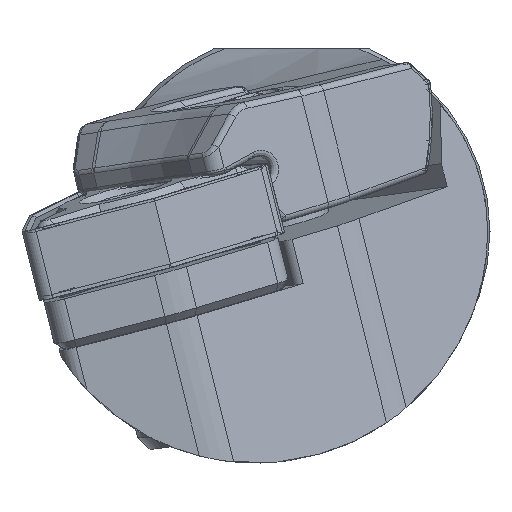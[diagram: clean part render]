
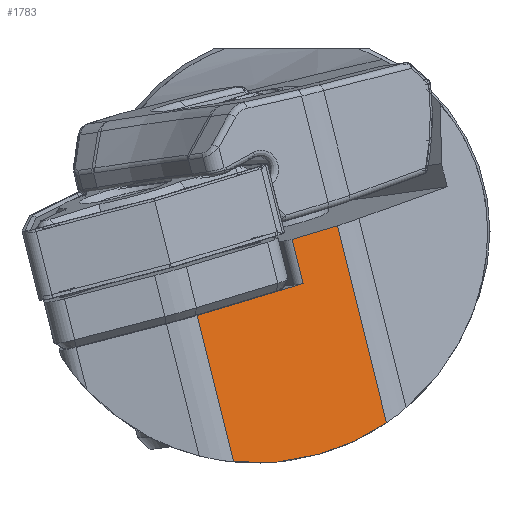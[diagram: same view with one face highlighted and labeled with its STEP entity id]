
A CAD part, left-side view. The second image highlights one B-rep face of the part: STEP entity #1783.
In plain terms, the highlighted planar face has unit normal (-0.902, -0.431, 0.01).
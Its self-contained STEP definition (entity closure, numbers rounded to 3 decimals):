
#116=ELLIPSE('',#6776,16.181,14.6);
#1347=FACE_OUTER_BOUND('',#2352,.T.);
#1783=ADVANCED_FACE('',(#1347),#2109,.F.);
#2109=PLANE('',#6816);
#2352=EDGE_LOOP('',(#3337,#3338,#3339,#3340,#3341,#3342));
#3337=ORIENTED_EDGE('',*,*,#5363,.F.);
#3338=ORIENTED_EDGE('',*,*,#5364,.F.);
#3339=ORIENTED_EDGE('',*,*,#5306,.F.);
#3340=ORIENTED_EDGE('',*,*,#5365,.F.);
#3341=ORIENTED_EDGE('',*,*,#5288,.T.);
#3342=ORIENTED_EDGE('',*,*,#5366,.T.);
#4716=VERTEX_POINT('',#9333);
#4717=VERTEX_POINT('',#9335);
#4734=VERTEX_POINT('',#9407);
#4735=VERTEX_POINT('',#9409);
#4784=VERTEX_POINT('',#9646);
#4785=VERTEX_POINT('',#9647);
#5288=EDGE_CURVE('',#4717,#4716,#116,.T.);
#5306=EDGE_CURVE('',#4734,#4735,#6064,.T.);
#5363=EDGE_CURVE('',#4784,#4785,#6087,.T.);
#5364=EDGE_CURVE('',#4735,#4784,#6088,.T.);
#5365=EDGE_CURVE('',#4717,#4734,#6089,.T.);
#5366=EDGE_CURVE('',#4716,#4785,#6090,.T.);
#6064=LINE('',#9408,#6415);
#6087=LINE('',#9645,#6438);
#6088=LINE('',#9648,#6439);
#6089=LINE('',#9649,#6440);
#6090=LINE('',#9650,#6441);
#6415=VECTOR('',#7653,1.);
#6438=VECTOR('',#7736,1.);
#6439=VECTOR('',#7737,1.);
#6440=VECTOR('',#7738,1.);
#6441=VECTOR('',#7739,1.);
#6776=AXIS2_PLACEMENT_3D('',#9334,#7630,#7631);
#6816=AXIS2_PLACEMENT_3D('',#9651,#7740,#7741);
#7630=DIRECTION('',(-0.902,-0.431,0.01));
#7631=DIRECTION('',(0.431,-0.902,0.02));
#7653=DIRECTION('',(0.418,-0.87,0.262));
#7736=DIRECTION('',(0.418,-0.87,0.262));
#7737=DIRECTION('',(-0.105,0.241,0.965));
#7738=DIRECTION('',(-0.105,0.241,0.965));
#7739=DIRECTION('',(-0.105,0.241,0.965));
#7740=DIRECTION('',(0.902,0.431,-0.01));
#7741=DIRECTION('',(0.431,-0.902,0.));
#9333=CARTESIAN_POINT('',(7.944,-5.975,-12.063));
#9334=CARTESIAN_POINT('',(4.145,2.25,0.));
#9335=CARTESIAN_POINT('',(3.313,3.665,-14.531));
#9407=CARTESIAN_POINT('',(2.312,5.968,-5.293));
#9408=CARTESIAN_POINT('',(2.312,5.968,-5.293));
#9409=CARTESIAN_POINT('',(5.531,-0.726,-3.276));
#9645=CARTESIAN_POINT('',(2.011,6.661,-2.514));
#9646=CARTESIAN_POINT('',(5.23,-0.033,-0.497));
#9647=CARTESIAN_POINT('',(6.598,-2.877,0.361));
#9648=CARTESIAN_POINT('',(1.35,8.898,35.323));
#9649=CARTESIAN_POINT('',(5.638,-1.688,-35.999));
#9650=CARTESIAN_POINT('',(10.225,-11.226,-33.124));
#9651=CARTESIAN_POINT('',(5.638,-1.688,-35.999));
